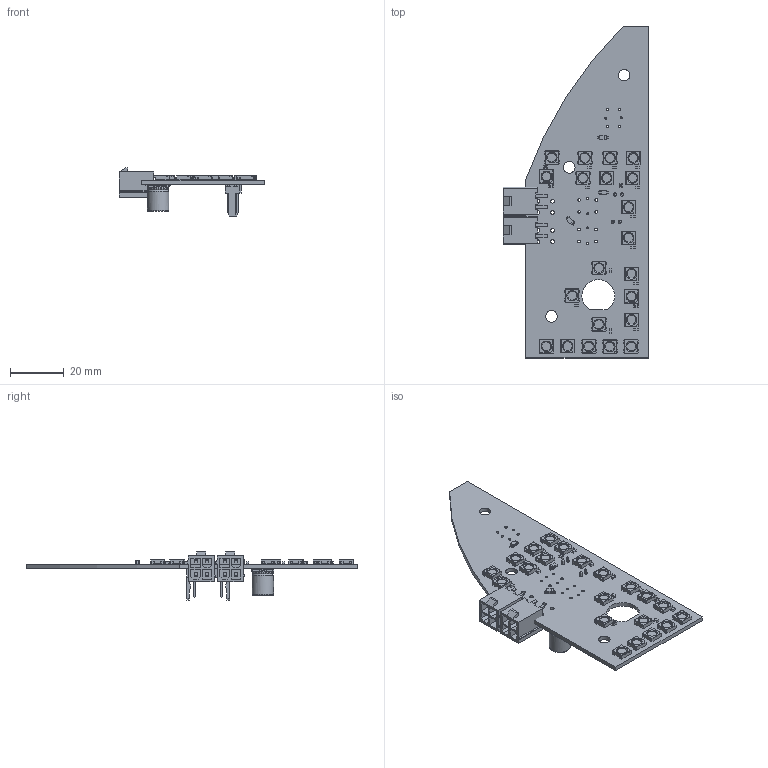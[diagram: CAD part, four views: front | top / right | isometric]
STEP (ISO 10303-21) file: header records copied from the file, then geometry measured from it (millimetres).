
FILE_DESCRIPTION(('KiCad electronic assembly'),'2;1');
FILE_NAME('MasterModePushbuttonV2.step','2021-01-23T22:44:21',( 'An Author'),('A Company'),'Open CASCADE STEP processor 6.9', 'KiCad to STEP converter','Unknown');
FILE_SCHEMA(('AUTOMOTIVE_DESIGN { 1 0 10303 214 1 1 1 1 }'));
Length unit declared in the file: millimetre
Products named in the file (14): Open CASCADE STEP translator 6.9 1; C_0603_1608Metric; SOLID; Molex_Mini-Fit_Jr_5566-04A_2x02_P4.20mm_Vertical; D_SOD-123; CP_Elec_8x10; LED_WS2812B_PLCC4_5.0x5.0mm_P3.2mm; Molex_KK-254_AE-6410-02A_1x02_P2.54mm_Vertical; COMPOUND
Assembly tree (52 placements, depth 3):
  Open CASCADE STEP translator 6.9 1
    C_0603_1608Metric  x16
      SOLID
    Molex_Mini-Fit_Jr_5566-04A_2x02_P4.20mm_Vertical  x2
      SOLID
    D_SOD-123  x3
      SOLID
    CP_Elec_8x10
      SOLID
    LED_WS2812B_PLCC4_5.0x5.0mm_P3.2mm  x21
      SOLID
    Molex_KK-254_AE-6410-02A_1x02_P2.54mm_Vertical  x2
      SOLID
    COMPOUND
Bounding box: 54.03 x 123.51 x 17.9 mm (x, y, z)
Volume: 10318.1 mm3; surface area: 15802.5 mm2
Topology: 46 solids, 46 shells, 2550 faces, 7078 edges, 4625 vertices
Faces by surface type: plane 1715, cylinder 729, bspline 80, cone 21, torus 4, revolution 1
Full cylindrical faces by diameter (mm): 0.762 x6, 1 x12, 1.19 x4, 1.4 x8, 3.333 x21, 4.3 x3, 8 x2
Entity records: 31998 total; most frequent: CARTESIAN_POINT 5767, DIRECTION 4442, LINE 3019, VECTOR 3019, ORIENTED_EDGE 2318, PCURVE 2318, DEFINITIONAL_REPRESENTATION 2318, EDGE_CURVE 1159
